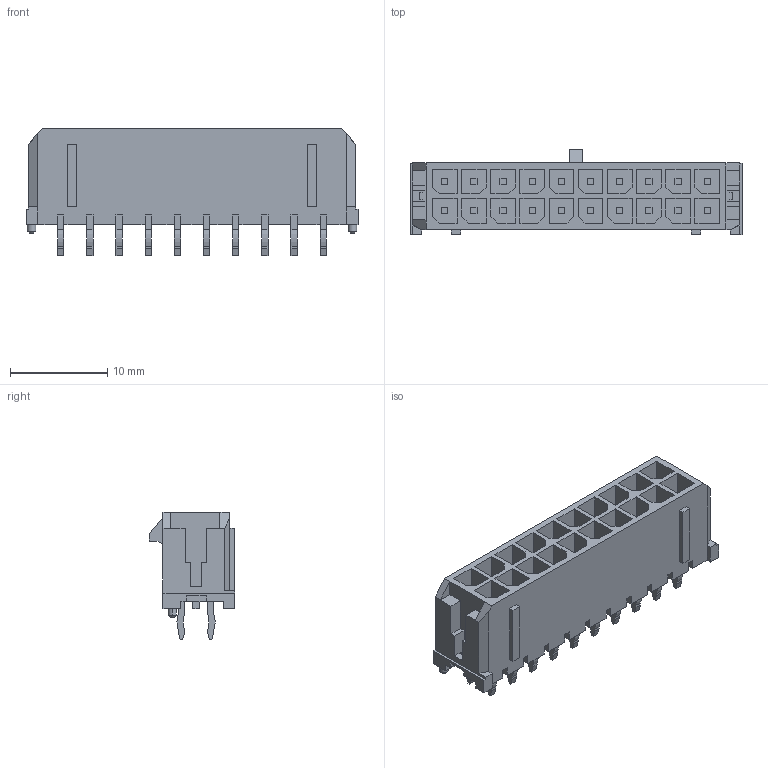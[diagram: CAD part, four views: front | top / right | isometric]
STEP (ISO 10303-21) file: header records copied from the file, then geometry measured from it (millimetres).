
FILE_DESCRIPTION((''),'2;1');
FILE_NAME('430452013','2016-02-03T',('me'),(''),'PRO/ENGINEER BY PARAMETRIC TECHNOLOGY CORPORATION, 2011490','PRO/ENGINEER BY PARAMETRIC TECHNOLOGY CORPORATION, 2011490','');
FILE_SCHEMA(('CONFIG_CONTROL_DESIGN'));
Length unit declared in the file: millimetre
Products named in the file (1): 430452013
Bounding box: 34.15 x 8.77 x 13.09 mm (x, y, z)
Volume: 1351.3 mm3; surface area: 3133.3 mm2
Topology: 1 solids, 1 shells, 767 faces, 2071 edges, 1356 vertices
Faces by surface type: plane 718, cylinder 45, cone 4
Entity records: 23496 total; most frequent: CARTESIAN_POINT 4143, ORIENTED_EDGE 4046, DIRECTION 3745, EDGE_CURVE 2023, VECTOR 1933, LINE 1933, VERTEX_POINT 1304, AXIS2_PLACEMENT_3D 906
